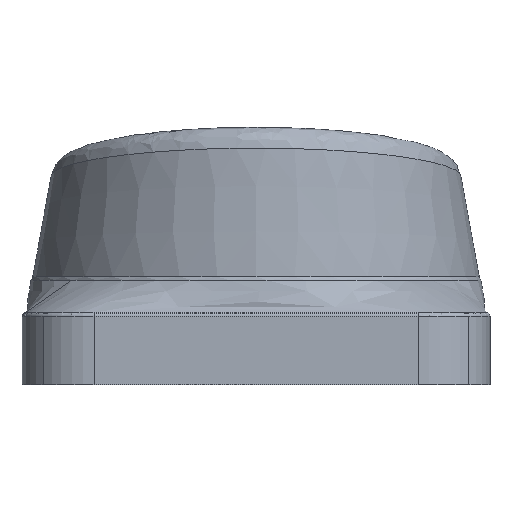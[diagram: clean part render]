
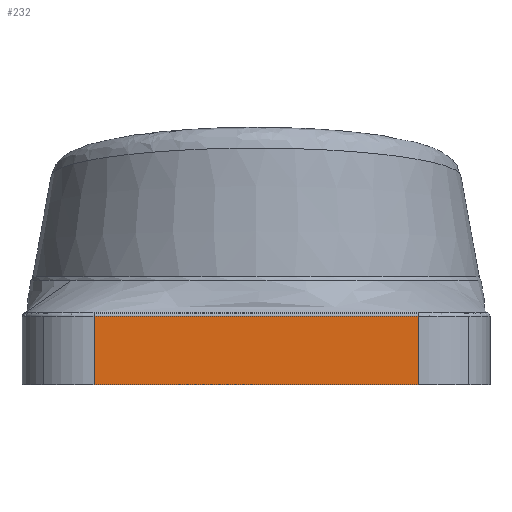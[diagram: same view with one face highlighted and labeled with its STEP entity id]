
A CAD part, front view. The second image highlights one B-rep face of the part: STEP entity #232.
In plain terms, the highlighted planar face has unit normal (0, -1, 0).
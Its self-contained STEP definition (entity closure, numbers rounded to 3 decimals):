
#232=ADVANCED_FACE('',(#618),#619,.F.);
#618=FACE_OUTER_BOUND('',#8147,.T.);
#619=PLANE('',#8148);
#8147=EDGE_LOOP('',(#9627,#9628,#9629,#9630));
#8148=AXIS2_PLACEMENT_3D('',#9631,#9632,#9633);
#9627=ORIENTED_EDGE('',*,*,#9734,.F.);
#9628=ORIENTED_EDGE('',*,*,#10189,.F.);
#9629=ORIENTED_EDGE('',*,*,#10190,.F.);
#9630=ORIENTED_EDGE('',*,*,#9718,.F.);
#9631=CARTESIAN_POINT('',(0.0,-32.5,5.0));
#9632=DIRECTION('',(0.0,1.0,0.0));
#9633=DIRECTION('',(0.0,0.0,1.0));
#9718=EDGE_CURVE('',#10239,#10241,#10242,.T.);
#9734=EDGE_CURVE('',#10268,#10239,#10270,.T.);
#10189=EDGE_CURVE('',#11013,#10268,#11014,.T.);
#10190=EDGE_CURVE('',#10241,#11013,#11015,.T.);
#10239=VERTEX_POINT('',#11080);
#10241=VERTEX_POINT('',#11082);
#10242=LINE('',#11083,#11084);
#10268=VERTEX_POINT('',#11117);
#10270=LINE('',#11119,#11120);
#11013=VERTEX_POINT('',#13111);
#11014=LINE('',#13112,#13113);
#11015=LINE('',#13114,#13115);
#11080=CARTESIAN_POINT('',(22.5,-32.5,9.5));
#11082=CARTESIAN_POINT('',(22.5,-32.5,0.0));
#11083=CARTESIAN_POINT('',(22.5,-32.5,5.0));
#11084=VECTOR('',#13166,1.0);
#11117=CARTESIAN_POINT('',(-22.5,-32.5,9.5));
#11119=CARTESIAN_POINT('',(0.0,-32.5,9.5));
#11120=VECTOR('',#13198,1.0);
#13111=CARTESIAN_POINT('',(-22.5,-32.5,0.0));
#13112=CARTESIAN_POINT('',(-22.5,-32.5,5.0));
#13113=VECTOR('',#14037,1.0);
#13114=CARTESIAN_POINT('',(0.0,-32.5,0.0));
#13115=VECTOR('',#14038,1.0);
#13166=DIRECTION('',(0.0,0.0,-1.0));
#13198=DIRECTION('',(1.0,0.0,0.0));
#14037=DIRECTION('',(-0.0,-0.0,1.0));
#14038=DIRECTION('',(-1.0,0.0,0.0));
